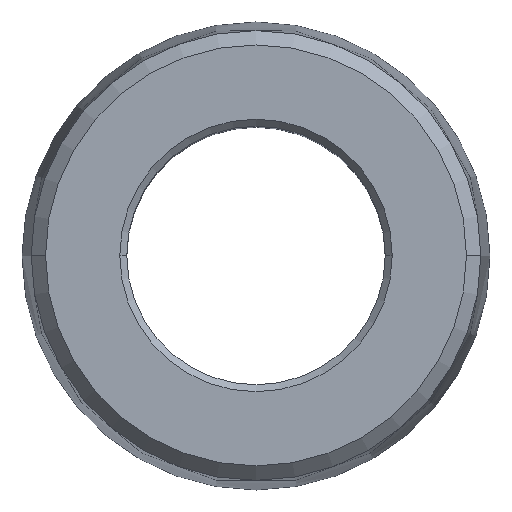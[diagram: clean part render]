
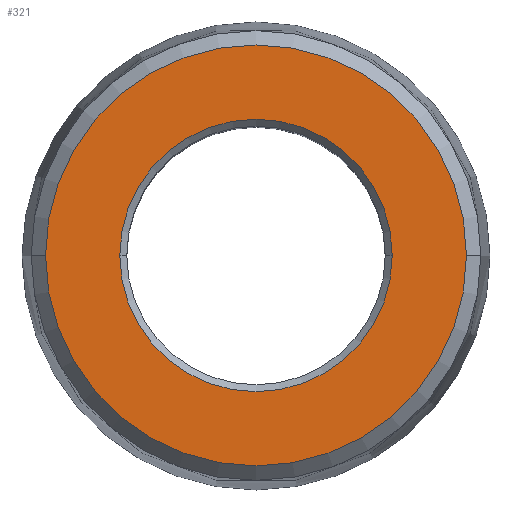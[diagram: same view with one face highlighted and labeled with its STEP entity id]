
A CAD part, top view. The second image highlights one B-rep face of the part: STEP entity #321.
In plain terms, the highlighted planar face has unit normal (0, 0, 1).
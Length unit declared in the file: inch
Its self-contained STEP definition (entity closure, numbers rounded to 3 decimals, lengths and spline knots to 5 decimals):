
#2 = VERTEX_POINT ( 'NONE', #306 ) ;
#48 = ORIENTED_EDGE ( 'NONE', *, *, #76, .T. ) ;
#75 = EDGE_LOOP ( 'NONE', ( #299, #456 ) ) ;
#76 = EDGE_CURVE ( 'NONE', #335, #2, #137, .T. ) ;
#83 = EDGE_LOOP ( 'NONE', ( #342, #48 ) ) ;
#90 = DIRECTION ( 'NONE',  ( 0., 0., 1. ) ) ;
#106 = DIRECTION ( 'NONE',  ( 1., 0., 0. ) ) ;
#107 = EDGE_CURVE ( 'NONE', #2, #335, #374, .T. ) ;
#127 = FACE_OUTER_BOUND ( 'NONE', #75, .T. ) ;
#137 = CIRCLE ( 'NONE', #548, 0.2445 ) ;
#154 = CARTESIAN_POINT ( 'NONE',  ( -0.37783, 0., 1.125 ) ) ;
#160 = VERTEX_POINT ( 'NONE', #401 ) ;
#182 = CARTESIAN_POINT ( 'NONE',  ( 0., 0., 1.125 ) ) ;
#200 = CARTESIAN_POINT ( 'NONE',  ( 0., 0., 1.125 ) ) ;
#219 = EDGE_CURVE ( 'NONE', #160, #265, #308, .T. ) ;
#229 = CARTESIAN_POINT ( 'NONE',  ( 0., 0., 1.125 ) ) ;
#232 = DIRECTION ( 'NONE',  ( 1., 0., 0. ) ) ;
#233 = CIRCLE ( 'NONE', #355, 0.37783 ) ;
#242 = EDGE_CURVE ( 'NONE', #265, #160, #233, .T. ) ;
#245 = DIRECTION ( 'NONE',  ( 0., 0., 1. ) ) ;
#247 = FACE_BOUND ( 'NONE', #83, .T. ) ;
#265 = VERTEX_POINT ( 'NONE', #154 ) ;
#293 = AXIS2_PLACEMENT_3D ( 'NONE', #511, #90, #418 ) ;
#295 = CARTESIAN_POINT ( 'NONE',  ( -0.2445, 0., 1.125 ) ) ;
#299 = ORIENTED_EDGE ( 'NONE', *, *, #242, .T. ) ;
#306 = CARTESIAN_POINT ( 'NONE',  ( 0.2445, 0., 1.125 ) ) ;
#308 = CIRCLE ( 'NONE', #327, 0.37783 ) ;
#321 = ADVANCED_FACE ( 'NONE', ( #247, #127 ), #455, .T. ) ;
#327 = AXIS2_PLACEMENT_3D ( 'NONE', #361, #533, #232 ) ;
#335 = VERTEX_POINT ( 'NONE', #295 ) ;
#342 = ORIENTED_EDGE ( 'NONE', *, *, #107, .T. ) ;
#351 = DIRECTION ( 'NONE',  ( 0., 0., -1. ) ) ;
#355 = AXIS2_PLACEMENT_3D ( 'NONE', #200, #245, #542 ) ;
#361 = CARTESIAN_POINT ( 'NONE',  ( 0., 0., 1.125 ) ) ;
#374 = CIRCLE ( 'NONE', #519, 0.2445 ) ;
#401 = CARTESIAN_POINT ( 'NONE',  ( 0.37783, 0., 1.125 ) ) ;
#418 = DIRECTION ( 'NONE',  ( 1., 0., 0. ) ) ;
#438 = DIRECTION ( 'NONE',  ( 1., 0., 0. ) ) ;
#455 = PLANE ( 'NONE',  #293 ) ;
#456 = ORIENTED_EDGE ( 'NONE', *, *, #219, .T. ) ;
#511 = CARTESIAN_POINT ( 'NONE',  ( 0., 0., 1.125 ) ) ;
#518 = DIRECTION ( 'NONE',  ( 0., 0., -1. ) ) ;
#519 = AXIS2_PLACEMENT_3D ( 'NONE', #182, #351, #106 ) ;
#533 = DIRECTION ( 'NONE',  ( 0., 0., 1. ) ) ;
#542 = DIRECTION ( 'NONE',  ( 1., 0., 0. ) ) ;
#548 = AXIS2_PLACEMENT_3D ( 'NONE', #229, #518, #438 ) ;
